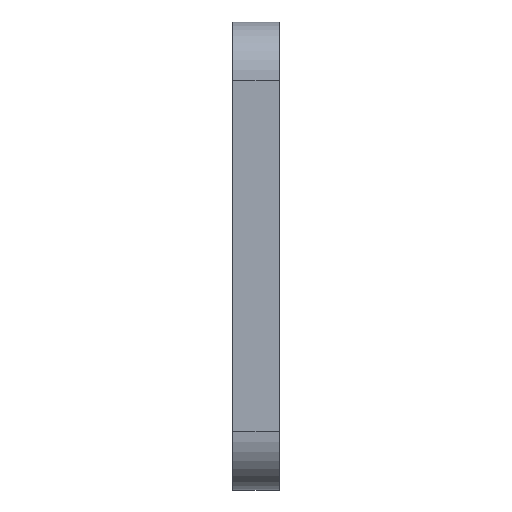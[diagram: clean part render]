
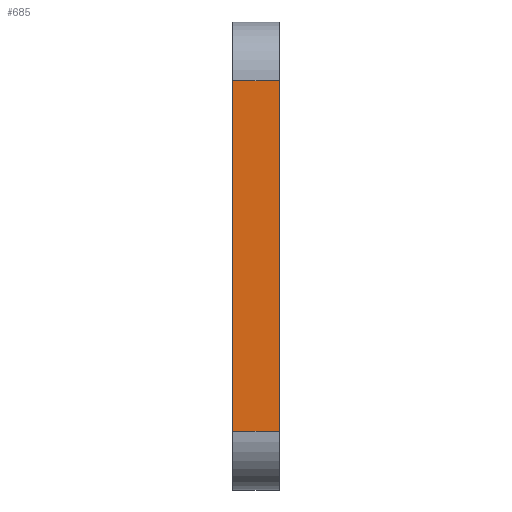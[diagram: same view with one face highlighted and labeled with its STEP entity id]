
A CAD part, left-side view. The second image highlights one B-rep face of the part: STEP entity #685.
In plain terms, the highlighted planar face has unit normal (-1, 0, 0).
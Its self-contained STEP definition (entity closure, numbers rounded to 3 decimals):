
#35 = ORIENTED_EDGE ( 'NONE', *, *, #659, .F. ) ;
#42 = CARTESIAN_POINT ( 'NONE',  ( -30., 4., -15. ) ) ;
#115 = VERTEX_POINT ( 'NONE', #181 ) ;
#129 = EDGE_CURVE ( 'NONE', #187, #222, #593, .T. ) ;
#130 = CARTESIAN_POINT ( 'NONE',  ( -30., 4., 15. ) ) ;
#181 = CARTESIAN_POINT ( 'NONE',  ( -30., 4., 15. ) ) ;
#187 = VERTEX_POINT ( 'NONE', #461 ) ;
#222 = VERTEX_POINT ( 'NONE', #536 ) ;
#235 = DIRECTION ( 'NONE',  ( 0., 0., 1. ) ) ;
#256 = VECTOR ( 'NONE', #921, 1000. ) ;
#291 = FACE_OUTER_BOUND ( 'NONE', #794, .T. ) ;
#318 = ORIENTED_EDGE ( 'NONE', *, *, #922, .F. ) ;
#338 = VECTOR ( 'NONE', #235, 1000. ) ;
#372 = CARTESIAN_POINT ( 'NONE',  ( -30., 0., 15. ) ) ;
#379 = CARTESIAN_POINT ( 'NONE',  ( -30., 4., 15. ) ) ;
#386 = PLANE ( 'NONE',  #753 ) ;
#394 = VECTOR ( 'NONE', #683, 1000. ) ;
#413 = CARTESIAN_POINT ( 'NONE',  ( -30., 0., 15. ) ) ;
#423 = ORIENTED_EDGE ( 'NONE', *, *, #129, .T. ) ;
#445 = DIRECTION ( 'NONE',  ( 0., 0., 1. ) ) ;
#461 = CARTESIAN_POINT ( 'NONE',  ( -30., 4., -15. ) ) ;
#528 = DIRECTION ( 'NONE',  ( 0., 0., -1. ) ) ;
#536 = CARTESIAN_POINT ( 'NONE',  ( -30., 0., -15. ) ) ;
#561 = EDGE_CURVE ( 'NONE', #222, #891, #771, .T. ) ;
#581 = LINE ( 'NONE', #130, #256 ) ;
#593 = LINE ( 'NONE', #42, #394 ) ;
#659 = EDGE_CURVE ( 'NONE', #187, #115, #688, .T. ) ;
#669 = ORIENTED_EDGE ( 'NONE', *, *, #561, .T. ) ;
#679 = DIRECTION ( 'NONE',  ( 1., 0., 0. ) ) ;
#683 = DIRECTION ( 'NONE',  ( 0., -1., 0. ) ) ;
#685 = ADVANCED_FACE ( 'NONE', ( #291 ), #386, .F. ) ;
#688 = LINE ( 'NONE', #742, #338 ) ;
#727 = VECTOR ( 'NONE', #445, 1000. ) ;
#742 = CARTESIAN_POINT ( 'NONE',  ( -30., 4., 15. ) ) ;
#753 = AXIS2_PLACEMENT_3D ( 'NONE', #379, #679, #528 ) ;
#771 = LINE ( 'NONE', #372, #727 ) ;
#794 = EDGE_LOOP ( 'NONE', ( #669, #318, #35, #423 ) ) ;
#891 = VERTEX_POINT ( 'NONE', #413 ) ;
#921 = DIRECTION ( 'NONE',  ( 0., -1., 0. ) ) ;
#922 = EDGE_CURVE ( 'NONE', #115, #891, #581, .T. ) ;
